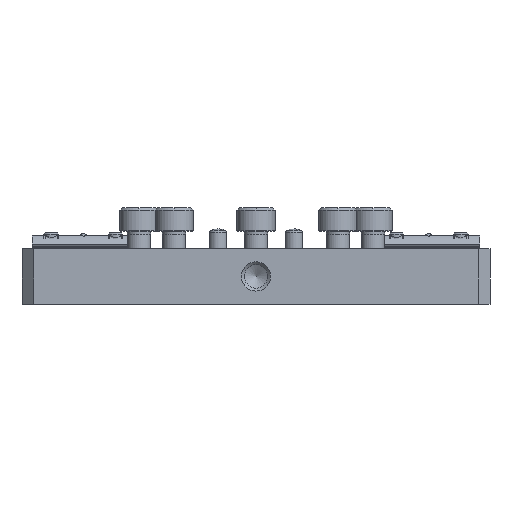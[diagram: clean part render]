
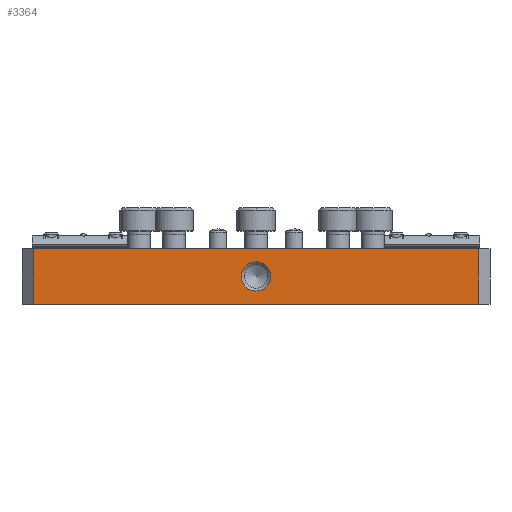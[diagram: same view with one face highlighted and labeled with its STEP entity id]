
A CAD part, front view. The second image highlights one B-rep face of the part: STEP entity #3364.
In plain terms, the highlighted planar face has unit normal (0, -1, 0).
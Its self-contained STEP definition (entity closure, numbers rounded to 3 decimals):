
#320=CIRCLE('',#3653,5.);
#587=ORIENTED_EDGE('',*,*,#1380,.F.);
#588=ORIENTED_EDGE('',*,*,#1381,.T.);
#589=ORIENTED_EDGE('',*,*,#1382,.F.);
#590=ORIENTED_EDGE('',*,*,#1383,.F.);
#591=ORIENTED_EDGE('',*,*,#1378,.T.);
#1378=EDGE_CURVE('',#1775,#1774,#2103,.T.);
#1380=EDGE_CURVE('',#1776,#1776,#320,.T.);
#1381=EDGE_CURVE('',#1774,#1777,#2105,.T.);
#1382=EDGE_CURVE('',#1778,#1777,#2106,.T.);
#1383=EDGE_CURVE('',#1775,#1778,#2107,.T.);
#1774=VERTEX_POINT('',#5292);
#1775=VERTEX_POINT('',#5294);
#1776=VERTEX_POINT('',#5298);
#1777=VERTEX_POINT('',#5300);
#1778=VERTEX_POINT('',#5302);
#2103=LINE('',#5293,#2207);
#2105=LINE('',#5299,#2209);
#2106=LINE('',#5301,#2210);
#2107=LINE('',#5303,#2211);
#2207=VECTOR('',#4169,1000.);
#2209=VECTOR('',#4175,1000.);
#2210=VECTOR('',#4176,1000.);
#2211=VECTOR('',#4177,1000.);
#2308=EDGE_LOOP('',(#587));
#2309=EDGE_LOOP('',(#588,#589,#590,#591));
#2802=FACE_BOUND('',#2308,.T.);
#2803=FACE_BOUND('',#2309,.T.);
#3303=PLANE('',#3652);
#3364=ADVANCED_FACE('',(#2802,#2803),#3303,.F.);
#3652=AXIS2_PLACEMENT_3D('',#5296,#4171,#4172);
#3653=AXIS2_PLACEMENT_3D('',#5297,#4173,#4174);
#4169=DIRECTION('',(0.,0.,-1.));
#4171=DIRECTION('',(0.,1.,0.));
#4172=DIRECTION('',(0.,0.,1.));
#4173=DIRECTION('',(0.,-1.,0.));
#4174=DIRECTION('',(1.,0.,0.));
#4175=DIRECTION('',(1.,0.,0.));
#4176=DIRECTION('',(0.,0.,-1.));
#4177=DIRECTION('',(1.,0.,0.));
#5292=CARTESIAN_POINT('',(-76.,-327.5,0.));
#5293=CARTESIAN_POINT('',(-76.,-327.5,19.));
#5294=CARTESIAN_POINT('',(-76.,-327.5,19.));
#5296=CARTESIAN_POINT('',(-76.,-327.5,19.));
#5297=CARTESIAN_POINT('',(0.,-327.5,9.5));
#5298=CARTESIAN_POINT('',(5.,-327.5,9.5));
#5299=CARTESIAN_POINT('',(-76.,-327.5,0.));
#5300=CARTESIAN_POINT('',(76.,-327.5,0.));
#5301=CARTESIAN_POINT('',(76.,-327.5,19.));
#5302=CARTESIAN_POINT('',(76.,-327.5,19.));
#5303=CARTESIAN_POINT('',(-76.,-327.5,19.));
